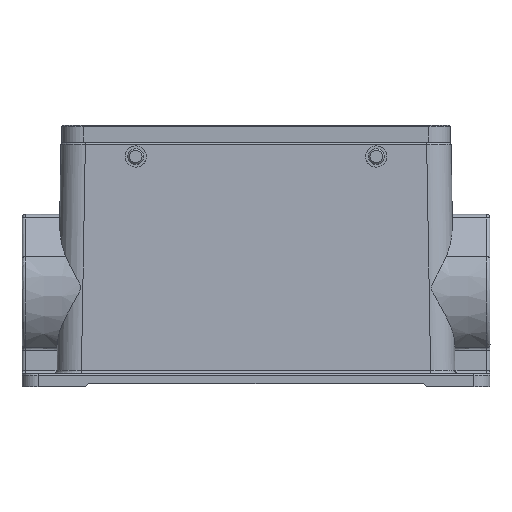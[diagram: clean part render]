
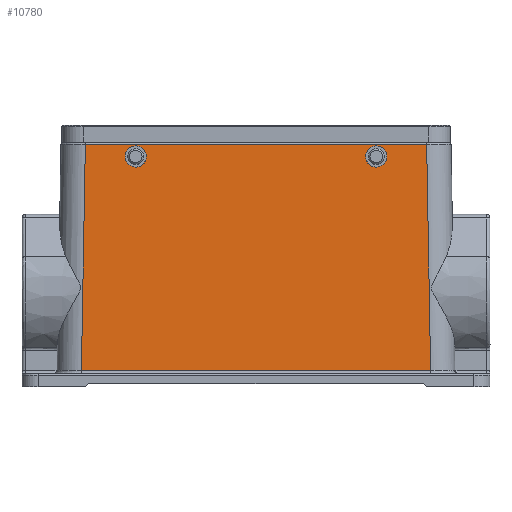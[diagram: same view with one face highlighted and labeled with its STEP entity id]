
A CAD part, top view. The second image highlights one B-rep face of the part: STEP entity #10780.
In plain terms, the highlighted planar face has unit normal (0, 0.018, 1).
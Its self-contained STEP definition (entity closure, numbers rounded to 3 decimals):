
#181 = EDGE_CURVE ( 'NONE', #1099, #1096, #2433, .T. ) ;
#195 = EDGE_CURVE ( 'NONE', #1087, #1086, #10748, .T. ) ;
#200 = EDGE_CURVE ( 'NONE', #1086, #1087, #10751, .T. ) ;
#221 = EDGE_CURVE ( 'NONE', #1097, #1098, #2676, .T. ) ;
#223 = EDGE_CURVE ( 'NONE', #1098, #1099, #2681, .T. ) ;
#225 = EDGE_CURVE ( 'NONE', #985, #986, #10744, .T. ) ;
#227 = EDGE_CURVE ( 'NONE', #1096, #1097, #2695, .T. ) ;
#401 = EDGE_CURVE ( 'NONE', #986, #985, #10756, .T. ) ;
#985 = VERTEX_POINT ( 'NONE', #4666 ) ;
#986 = VERTEX_POINT ( 'NONE', #4667 ) ;
#1086 = VERTEX_POINT ( 'NONE', #4767 ) ;
#1087 = VERTEX_POINT ( 'NONE', #4768 ) ;
#1096 = VERTEX_POINT ( 'NONE', #4777 ) ;
#1097 = VERTEX_POINT ( 'NONE', #4778 ) ;
#1098 = VERTEX_POINT ( 'NONE', #4779 ) ;
#1099 = VERTEX_POINT ( 'NONE', #4780 ) ;
#1502 = VECTOR ( 'NONE', #2435, 1000. ) ;
#1532 = VECTOR ( 'NONE', #2678, 1000. ) ;
#1533 = VECTOR ( 'NONE', #2683, 1000. ) ;
#1537 = VECTOR ( 'NONE', #2697, 1000. ) ;
#2433 = LINE ( 'NONE', #2434, #1502 ) ;
#2434 = CARTESIAN_POINT ( 'NONE',  ( -63.061, 4.983, 22.722 ) ) ;
#2435 = DIRECTION ( 'NONE',  ( 1., 0., 0. ) ) ;
#2533 = CARTESIAN_POINT ( 'NONE',  ( 33.75, 70.8, 21.573 ) ) ;
#2534 = CARTESIAN_POINT ( 'NONE',  ( 33.75, 64.3, 21.687 ) ) ;
#2535 = CARTESIAN_POINT ( 'NONE',  ( 40.25, 64.3, 21.687 ) ) ;
#2536 = CARTESIAN_POINT ( 'NONE',  ( 40.25, 70.8, 21.573 ) ) ;
#2564 = CARTESIAN_POINT ( 'NONE',  ( 40.25, 70.8, 21.573 ) ) ;
#2565 = CARTESIAN_POINT ( 'NONE',  ( 40.25, 77.3, 21.46 ) ) ;
#2566 = CARTESIAN_POINT ( 'NONE',  ( 33.75, 77.3, 21.46 ) ) ;
#2567 = CARTESIAN_POINT ( 'NONE',  ( 33.75, 70.8, 21.573 ) ) ;
#2676 = LINE ( 'NONE', #2677, #1532 ) ;
#2677 = CARTESIAN_POINT ( 'NONE',  ( -63.061, 74.509, 21.509 ) ) ;
#2678 = DIRECTION ( 'NONE',  ( -1., 0., 0. ) ) ;
#2681 = LINE ( 'NONE', #2682, #1533 ) ;
#2682 = CARTESIAN_POINT ( 'NONE',  ( -52.51, 74.509, 21.509 ) ) ;
#2683 = DIRECTION ( 'NONE',  ( -0.017, -1., 0.017 ) ) ;
#2687 = CARTESIAN_POINT ( 'NONE',  ( -33.75, 70.8, 21.573 ) ) ;
#2688 = CARTESIAN_POINT ( 'NONE',  ( -33.75, 64.3, 21.687 ) ) ;
#2689 = CARTESIAN_POINT ( 'NONE',  ( -40.25, 64.3, 21.687 ) ) ;
#2690 = CARTESIAN_POINT ( 'NONE',  ( -40.25, 70.8, 21.573 ) ) ;
#2695 = LINE ( 'NONE', #2696, #1537 ) ;
#2696 = CARTESIAN_POINT ( 'NONE',  ( 53.723, 4.983, 22.722 ) ) ;
#2697 = DIRECTION ( 'NONE',  ( -0.017, 1., -0.017 ) ) ;
#3654 = CARTESIAN_POINT ( 'NONE',  ( -40.25, 70.8, 21.573 ) ) ;
#3655 = CARTESIAN_POINT ( 'NONE',  ( -40.25, 77.3, 21.46 ) ) ;
#3656 = CARTESIAN_POINT ( 'NONE',  ( -33.75, 77.3, 21.46 ) ) ;
#3657 = CARTESIAN_POINT ( 'NONE',  ( -33.75, 70.8, 21.573 ) ) ;
#4666 = CARTESIAN_POINT ( 'NONE',  ( -33.75, 70.8, 21.573 ) ) ;
#4667 = CARTESIAN_POINT ( 'NONE',  ( -40.25, 70.8, 21.573 ) ) ;
#4767 = CARTESIAN_POINT ( 'NONE',  ( 40.25, 70.8, 21.573 ) ) ;
#4768 = CARTESIAN_POINT ( 'NONE',  ( 33.75, 70.8, 21.573 ) ) ;
#4777 = CARTESIAN_POINT ( 'NONE',  ( 53.723, 4.983, 22.722 ) ) ;
#4778 = CARTESIAN_POINT ( 'NONE',  ( 52.51, 74.509, 21.509 ) ) ;
#4779 = CARTESIAN_POINT ( 'NONE',  ( -52.51, 74.509, 21.509 ) ) ;
#4780 = CARTESIAN_POINT ( 'NONE',  ( -53.723, 4.983, 22.722 ) ) ;
#6296 = FACE_BOUND ( 'NONE', #12857, .T. ) ;
#6303 = FACE_OUTER_BOUND ( 'NONE', #12858, .T. ) ;
#6306 = FACE_BOUND ( 'NONE', #12859, .T. ) ;
#6308 = AXIS2_PLACEMENT_3D ( 'NONE', #6908, #6909, #6910 ) ;
#6907 = PLANE ( 'NONE',  #6308 ) ;
#6908 = CARTESIAN_POINT ( 'NONE',  ( -63.061, 75., 21.5 ) ) ;
#6909 = DIRECTION ( 'NONE',  ( 0., 0.017, 1. ) ) ;
#6910 = DIRECTION ( 'NONE',  ( 0., -1., 0.017 ) ) ;
#10744 =( BOUNDED_CURVE ( )  B_SPLINE_CURVE ( 3, ( #2687, #2688, #2689, #2690 ),
 .UNSPECIFIED., .F., .F. ) 
 B_SPLINE_CURVE_WITH_KNOTS ( ( 4, 4 ),
 ( 1.571, 4.712 ),
 .UNSPECIFIED. ) 
 CURVE ( )  GEOMETRIC_REPRESENTATION_ITEM ( )  RATIONAL_B_SPLINE_CURVE ( ( 1., 0.333, 0.333, 1. ) ) 
 REPRESENTATION_ITEM ( '' )  );
#10748 =( BOUNDED_CURVE ( )  B_SPLINE_CURVE ( 3, ( #2533, #2534, #2535, #2536 ),
 .UNSPECIFIED., .F., .F. ) 
 B_SPLINE_CURVE_WITH_KNOTS ( ( 4, 4 ),
 ( 1.571, 4.712 ),
 .UNSPECIFIED. ) 
 CURVE ( )  GEOMETRIC_REPRESENTATION_ITEM ( )  RATIONAL_B_SPLINE_CURVE ( ( 1., 0.333, 0.333, 1. ) ) 
 REPRESENTATION_ITEM ( '' )  );
#10751 =( BOUNDED_CURVE ( )  B_SPLINE_CURVE ( 3, ( #2564, #2565, #2566, #2567 ),
 .UNSPECIFIED., .F., .F. ) 
 B_SPLINE_CURVE_WITH_KNOTS ( ( 4, 4 ),
 ( 4.712, 7.854 ),
 .UNSPECIFIED. ) 
 CURVE ( )  GEOMETRIC_REPRESENTATION_ITEM ( )  RATIONAL_B_SPLINE_CURVE ( ( 1., 0.333, 0.333, 1. ) ) 
 REPRESENTATION_ITEM ( '' )  );
#10756 =( BOUNDED_CURVE ( )  B_SPLINE_CURVE ( 3, ( #3654, #3655, #3656, #3657 ),
 .UNSPECIFIED., .F., .F. ) 
 B_SPLINE_CURVE_WITH_KNOTS ( ( 4, 4 ),
 ( 4.712, 7.854 ),
 .UNSPECIFIED. ) 
 CURVE ( )  GEOMETRIC_REPRESENTATION_ITEM ( )  RATIONAL_B_SPLINE_CURVE ( ( 1., 0.333, 0.333, 1. ) ) 
 REPRESENTATION_ITEM ( '' )  );
#10780 = ADVANCED_FACE ( 'NONE', ( #6296, #6303, #6306 ), #6907, .T. ) ;
#12728 = ORIENTED_EDGE ( 'NONE', *, *, #181, .T. ) ;
#12732 = ORIENTED_EDGE ( 'NONE', *, *, #401, .T. ) ;
#12756 = ORIENTED_EDGE ( 'NONE', *, *, #221, .T. ) ;
#12758 = ORIENTED_EDGE ( 'NONE', *, *, #195, .F. ) ;
#12761 = ORIENTED_EDGE ( 'NONE', *, *, #200, .F. ) ;
#12765 = ORIENTED_EDGE ( 'NONE', *, *, #225, .T. ) ;
#12772 = ORIENTED_EDGE ( 'NONE', *, *, #227, .T. ) ;
#12780 = ORIENTED_EDGE ( 'NONE', *, *, #223, .T. ) ;
#12857 = EDGE_LOOP ( 'NONE', ( #12732, #12765 ) ) ;
#12858 = EDGE_LOOP ( 'NONE', ( #12772, #12756, #12780, #12728 ) ) ;
#12859 = EDGE_LOOP ( 'NONE', ( #12758, #12761 ) ) ;
